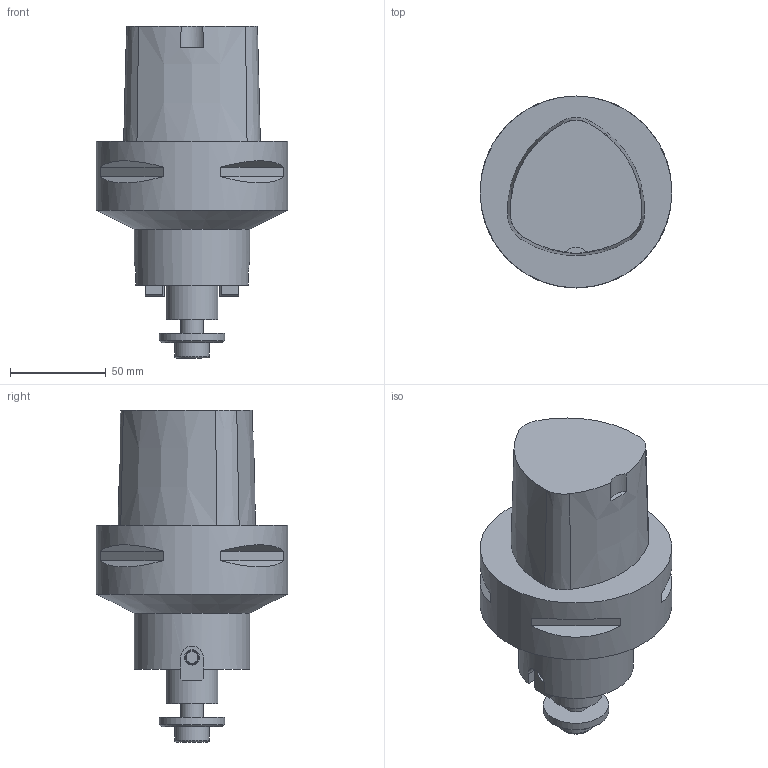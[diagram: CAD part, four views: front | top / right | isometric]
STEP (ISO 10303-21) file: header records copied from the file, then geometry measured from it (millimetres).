
FILE_DESCRIPTION(/* description */ ('3-D model version:1'),/* implementation_level */ '2;1');
FILE_NAME(/* name */ 'C10-391.05C-27075',/* time_stamp */ '2016-12-02T13:58:20',/* author */ ('InteractiveCad'),/* organization */ ('AB Sandvik Coromant'),/* preprocessor_version */ 'ST-DEVELOPER v11',/* originating_system */ 'SIEMENS UGS NX 6.0',/* authorization */ '');
FILE_SCHEMA(('AUTOMOTIVE_DESIGN'));
Length unit declared in the file: millimetre
Products named in the file (1): C10_391_05C_27075_SIM
Bounding box: 100 x 100 x 173 mm (x, y, z)
Volume: 654031.3 mm3; surface area: 52903.2 mm2
Topology: 1 solids, 4 shells, 97 faces, 219 edges, 140 vertices
Faces by surface type: plane 59, cylinder 20, cone 13, torus 5
Full cylindrical faces by diameter (mm): 4 x2, 4.5 x2, 7 x2, 8 x2, 12 x1, 13 x1, 18 x1, 27 x1, 34 x1, 60 x1, 100 x1
Entity records: 2656 total; most frequent: DIRECTION 460, CARTESIAN_POINT 449, ORIENTED_EDGE 378, EDGE_CURVE 189, AXIS2_PLACEMENT_3D 174, EDGE_LOOP 140, VERTEX_POINT 135, LINE 112
